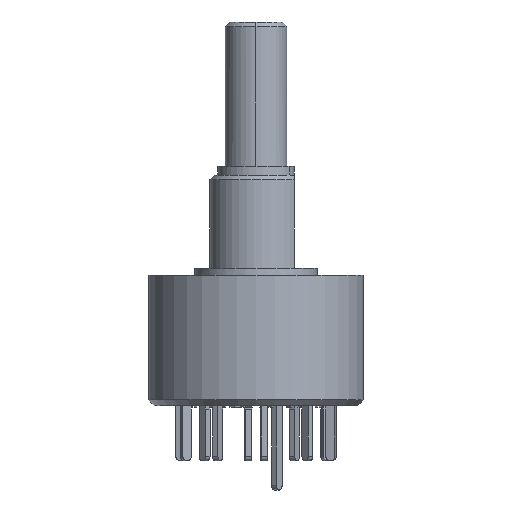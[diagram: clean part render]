
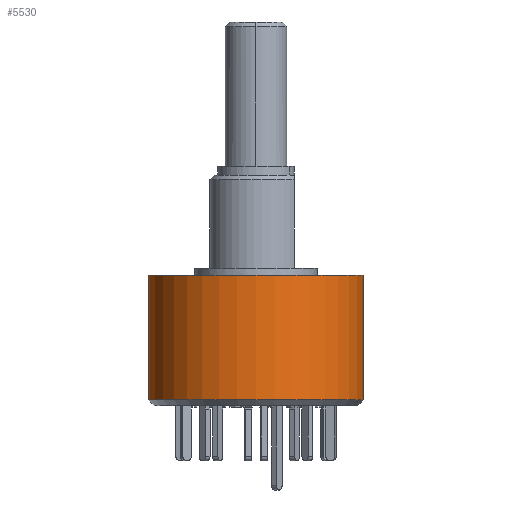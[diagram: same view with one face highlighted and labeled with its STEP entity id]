
A CAD part, left-side view. The second image highlights one B-rep face of the part: STEP entity #5530.
In plain terms, the highlighted cylindrical face has radius 7 mm (diameter 14 mm), a partial arc.
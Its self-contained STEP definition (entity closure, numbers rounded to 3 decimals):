
#352 = AXIS2_PLACEMENT_3D ( 'NONE', #6015, #2564, #11058 ) ;
#826 = DIRECTION ( 'NONE',  ( 0., 0., -1. ) ) ;
#948 = ORIENTED_EDGE ( 'NONE', *, *, #13723, .T. ) ;
#1217 = DIRECTION ( 'NONE',  ( 0., -1., 0. ) ) ;
#1741 = LINE ( 'NONE', #6767, #4558 ) ;
#1860 = CIRCLE ( 'NONE', #4211, 7. ) ;
#2564 = DIRECTION ( 'NONE',  ( 0., 0., -1. ) ) ;
#3145 = EDGE_LOOP ( 'NONE', ( #11954, #9357, #4965, #948 ) ) ;
#3499 = CARTESIAN_POINT ( 'NONE',  ( 0., -7., -0.45 ) ) ;
#3592 = VECTOR ( 'NONE', #10235, 1000. ) ;
#3788 = LINE ( 'NONE', #8991, #3592 ) ;
#4211 = AXIS2_PLACEMENT_3D ( 'NONE', #15123, #5630, #6840 ) ;
#4558 = VECTOR ( 'NONE', #826, 1000. ) ;
#4760 = CARTESIAN_POINT ( 'NONE',  ( 0., 0., -0.45 ) ) ;
#4965 = ORIENTED_EDGE ( 'NONE', *, *, #8183, .T. ) ;
#5073 = CIRCLE ( 'NONE', #14945, 7. ) ;
#5317 = EDGE_CURVE ( 'NONE', #11710, #10919, #3788, .T. ) ;
#5407 = EDGE_CURVE ( 'NONE', #6515, #11710, #5073, .T. ) ;
#5530 = ADVANCED_FACE ( 'NONE', ( #9042 ), #7723, .T. ) ;
#5630 = DIRECTION ( 'NONE',  ( 0., 0., 1. ) ) ;
#6015 = CARTESIAN_POINT ( 'NONE',  ( 0., 0., -0.45 ) ) ;
#6515 = VERTEX_POINT ( 'NONE', #10623 ) ;
#6767 = CARTESIAN_POINT ( 'NONE',  ( 0., 7., -0.45 ) ) ;
#6840 = DIRECTION ( 'NONE',  ( 0., -1., 0. ) ) ;
#7723 = CYLINDRICAL_SURFACE ( 'NONE', #352, 7. ) ;
#8183 = EDGE_CURVE ( 'NONE', #6515, #12318, #1741, .T. ) ;
#8855 = CARTESIAN_POINT ( 'NONE',  ( 0., -7., -8.574 ) ) ;
#8991 = CARTESIAN_POINT ( 'NONE',  ( 0., -7., -0.45 ) ) ;
#9042 = FACE_OUTER_BOUND ( 'NONE', #3145, .T. ) ;
#9284 = CARTESIAN_POINT ( 'NONE',  ( 0., 7., -8.574 ) ) ;
#9357 = ORIENTED_EDGE ( 'NONE', *, *, #5407, .F. ) ;
#10235 = DIRECTION ( 'NONE',  ( 0., 0., -1. ) ) ;
#10623 = CARTESIAN_POINT ( 'NONE',  ( 0., 7., -0.45 ) ) ;
#10919 = VERTEX_POINT ( 'NONE', #8855 ) ;
#11058 = DIRECTION ( 'NONE',  ( 0., 1., 0. ) ) ;
#11710 = VERTEX_POINT ( 'NONE', #3499 ) ;
#11954 = ORIENTED_EDGE ( 'NONE', *, *, #5317, .F. ) ;
#12318 = VERTEX_POINT ( 'NONE', #9284 ) ;
#13723 = EDGE_CURVE ( 'NONE', #12318, #10919, #1860, .T. ) ;
#14237 = DIRECTION ( 'NONE',  ( 0., 0., 1. ) ) ;
#14945 = AXIS2_PLACEMENT_3D ( 'NONE', #4760, #14237, #1217 ) ;
#15123 = CARTESIAN_POINT ( 'NONE',  ( 0., 0., -8.574 ) ) ;
